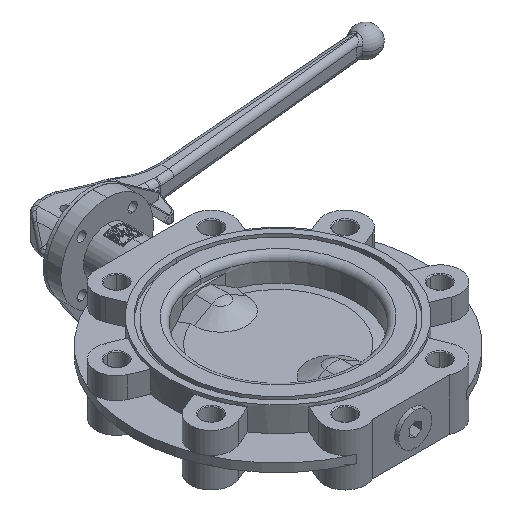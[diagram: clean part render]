
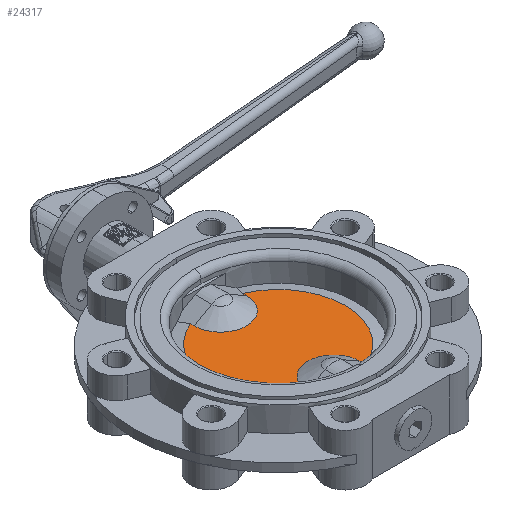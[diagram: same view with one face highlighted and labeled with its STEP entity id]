
A CAD part, isometric view. The second image highlights one B-rep face of the part: STEP entity #24317.
In plain terms, the highlighted planar face has unit normal (0, 0, 1).
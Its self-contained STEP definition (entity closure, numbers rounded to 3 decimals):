
#925 = DIRECTION ( 'NONE',  ( 0., 1., 0. ) ) ;
#1013 = CARTESIAN_POINT ( 'NONE',  ( 25.34, 0., 5. ) ) ;
#1082 = EDGE_CURVE ( 'NONE', #7540, #11357, #15300, .T. ) ;
#1325 = VECTOR ( 'NONE', #19921, 1000. ) ;
#1508 = AXIS2_PLACEMENT_3D ( 'NONE', #10297, #16510, #6226 ) ;
#2074 = CARTESIAN_POINT ( 'NONE',  ( -25.34, 56., 5. ) ) ;
#2527 = AXIS2_PLACEMENT_3D ( 'NONE', #7339, #21742, #25718 ) ;
#2589 = LINE ( 'NONE', #21980, #1325 ) ;
#2740 = VERTEX_POINT ( 'NONE', #2074 ) ;
#3118 = VECTOR ( 'NONE', #925, 1000. ) ;
#4049 = EDGE_CURVE ( 'NONE', #24777, #23880, #17268, .T. ) ;
#4092 = CARTESIAN_POINT ( 'NONE',  ( -25.34, -59.81, 5. ) ) ;
#4128 = EDGE_CURVE ( 'NONE', #25856, #17827, #7934, .T. ) ;
#4293 = VECTOR ( 'NONE', #21232, 1000. ) ;
#4749 = CARTESIAN_POINT ( 'NONE',  ( 0., 56., 5. ) ) ;
#5185 = CARTESIAN_POINT ( 'NONE',  ( 25.34, -59.81, 5. ) ) ;
#5251 = ORIENTED_EDGE ( 'NONE', *, *, #15748, .T. ) ;
#5420 = DIRECTION ( 'NONE',  ( 1., 0., 0. ) ) ;
#5504 = ORIENTED_EDGE ( 'NONE', *, *, #1082, .T. ) ;
#5689 = AXIS2_PLACEMENT_3D ( 'NONE', #7513, #19867, #21663 ) ;
#5743 = FACE_OUTER_BOUND ( 'NONE', #17919, .T. ) ;
#5910 = CIRCLE ( 'NONE', #17365, 25.34 ) ;
#6226 = DIRECTION ( 'NONE',  ( -1., 0., 0. ) ) ;
#6547 = CARTESIAN_POINT ( 'NONE',  ( -25.34, 0., 5. ) ) ;
#6699 = ORIENTED_EDGE ( 'NONE', *, *, #18012, .T. ) ;
#6707 = VERTEX_POINT ( 'NONE', #6718 ) ;
#6718 = CARTESIAN_POINT ( 'NONE',  ( -25.34, 59.81, 5. ) ) ;
#7235 = DIRECTION ( 'NONE',  ( 0., 1., 0. ) ) ;
#7339 = CARTESIAN_POINT ( 'NONE',  ( 0., 0., 5. ) ) ;
#7513 = CARTESIAN_POINT ( 'NONE',  ( 0., 0., 5. ) ) ;
#7540 = VERTEX_POINT ( 'NONE', #4092 ) ;
#7934 = LINE ( 'NONE', #21650, #11817 ) ;
#8851 = ORIENTED_EDGE ( 'NONE', *, *, #23201, .T. ) ;
#8923 = CARTESIAN_POINT ( 'NONE',  ( -64.956, 0., 5. ) ) ;
#9394 = CARTESIAN_POINT ( 'NONE',  ( 0., 0., 5. ) ) ;
#9398 = ORIENTED_EDGE ( 'NONE', *, *, #10112, .F. ) ;
#9729 = ORIENTED_EDGE ( 'NONE', *, *, #13007, .T. ) ;
#9777 = CIRCLE ( 'NONE', #5689, 64.956 ) ;
#10112 = EDGE_CURVE ( 'NONE', #2740, #25856, #5910, .T. ) ;
#10257 = CARTESIAN_POINT ( 'NONE',  ( -64.956, 0., 5. ) ) ;
#10297 = CARTESIAN_POINT ( 'NONE',  ( 0., -54., 5. ) ) ;
#10456 = ORIENTED_EDGE ( 'NONE', *, *, #4128, .F. ) ;
#11305 = DIRECTION ( 'NONE',  ( 0., 0., 1. ) ) ;
#11357 = VERTEX_POINT ( 'NONE', #24014 ) ;
#11817 = VECTOR ( 'NONE', #7235, 1000. ) ;
#11918 = VERTEX_POINT ( 'NONE', #8923 ) ;
#12357 = DIRECTION ( 'NONE',  ( 0., 0., -1. ) ) ;
#13007 = EDGE_CURVE ( 'NONE', #6707, #11918, #14764, .T. ) ;
#13096 = PLANE ( 'NONE',  #23350 ) ;
#14217 = DIRECTION ( 'NONE',  ( -1., 0., 0. ) ) ;
#14471 = CARTESIAN_POINT ( 'NONE',  ( 25.34, 59.81, 5. ) ) ;
#14629 = EDGE_CURVE ( 'NONE', #23880, #11357, #14633, .T. ) ;
#14633 = CIRCLE ( 'NONE', #1508, 25.34 ) ;
#14764 = CIRCLE ( 'NONE', #15296, 64.956 ) ;
#15296 = AXIS2_PLACEMENT_3D ( 'NONE', #9394, #11305, #5420 ) ;
#15300 = LINE ( 'NONE', #6547, #4293 ) ;
#15683 = ORIENTED_EDGE ( 'NONE', *, *, #14629, .F. ) ;
#15748 = EDGE_CURVE ( 'NONE', #2740, #6707, #2589, .T. ) ;
#16210 = CARTESIAN_POINT ( 'NONE',  ( 25.34, -54., 5. ) ) ;
#16510 = DIRECTION ( 'NONE',  ( 0., 0., 1. ) ) ;
#17268 = LINE ( 'NONE', #1013, #3118 ) ;
#17365 = AXIS2_PLACEMENT_3D ( 'NONE', #4749, #21156, #23516 ) ;
#17827 = VERTEX_POINT ( 'NONE', #14471 ) ;
#17919 = EDGE_LOOP ( 'NONE', ( #25454, #6699, #10456, #9398, #5251, #9729, #8851, #5504, #15683 ) ) ;
#18012 = EDGE_CURVE ( 'NONE', #24777, #17827, #23193, .T. ) ;
#19867 = DIRECTION ( 'NONE',  ( 0., 0., 1. ) ) ;
#19921 = DIRECTION ( 'NONE',  ( 0., 1., 0. ) ) ;
#21156 = DIRECTION ( 'NONE',  ( 0., 0., 1. ) ) ;
#21232 = DIRECTION ( 'NONE',  ( 0., 1., 0. ) ) ;
#21650 = CARTESIAN_POINT ( 'NONE',  ( 25.34, 0., 5. ) ) ;
#21663 = DIRECTION ( 'NONE',  ( 1., 0., 0. ) ) ;
#21742 = DIRECTION ( 'NONE',  ( 0., 0., 1. ) ) ;
#21980 = CARTESIAN_POINT ( 'NONE',  ( -25.34, 0., 5. ) ) ;
#23193 = CIRCLE ( 'NONE', #2527, 64.956 ) ;
#23201 = EDGE_CURVE ( 'NONE', #11918, #7540, #9777, .T. ) ;
#23350 = AXIS2_PLACEMENT_3D ( 'NONE', #10257, #12357, #14217 ) ;
#23516 = DIRECTION ( 'NONE',  ( -1., 0., 0. ) ) ;
#23880 = VERTEX_POINT ( 'NONE', #16210 ) ;
#24014 = CARTESIAN_POINT ( 'NONE',  ( -25.34, -54., 5. ) ) ;
#24317 = ADVANCED_FACE ( 'NONE', ( #5743 ), #13096, .F. ) ;
#24777 = VERTEX_POINT ( 'NONE', #5185 ) ;
#25454 = ORIENTED_EDGE ( 'NONE', *, *, #4049, .F. ) ;
#25718 = DIRECTION ( 'NONE',  ( 1., 0., 0. ) ) ;
#25856 = VERTEX_POINT ( 'NONE', #26709 ) ;
#26709 = CARTESIAN_POINT ( 'NONE',  ( 25.34, 56., 5. ) ) ;
